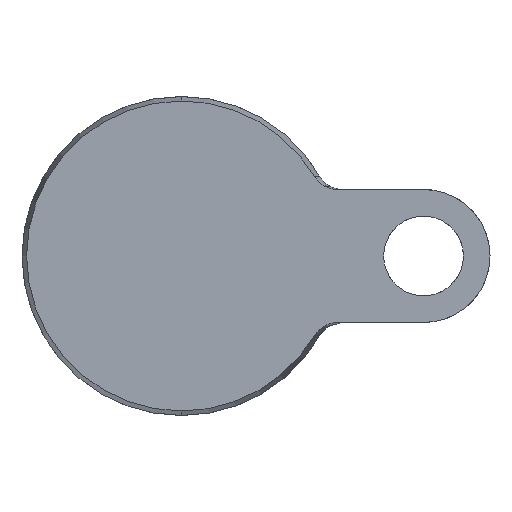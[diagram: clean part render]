
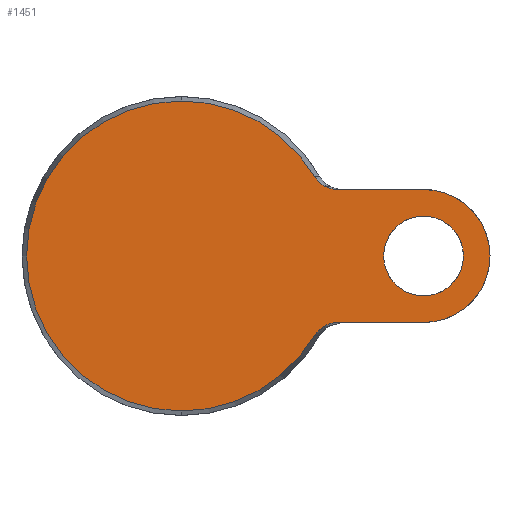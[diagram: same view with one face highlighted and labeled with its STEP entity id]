
A CAD part, front view. The second image highlights one B-rep face of the part: STEP entity #1451.
In plain terms, the highlighted planar face has unit normal (0, -1, 0).
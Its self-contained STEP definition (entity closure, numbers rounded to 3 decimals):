
#8 = DIRECTION ( 'NONE',  ( -1., 0., 0. ) ) ;
#15 = CIRCLE ( 'NONE', #1322, 29.143 ) ;
#27 = CARTESIAN_POINT ( 'NONE',  ( 45.5, 0., 0. ) ) ;
#48 = VECTOR ( 'NONE', #8, 1000. ) ;
#53 = CARTESIAN_POINT ( 'NONE',  ( 45.5, 0., -7.5 ) ) ;
#57 = B_SPLINE_CURVE_WITH_KNOTS ( 'NONE', 3,
 ( #1622, #1464, #444, #198, #86, #963, #815, #483, #570, #1079, #692, #1246, #611, #992 ),
 .UNSPECIFIED., .F., .F.,
 ( 4, 2, 2, 2, 2, 2, 4 ),
 ( 0., 0.001, 0.002, 0.003, 0.003, 0.004, 0.005 ),
 .UNSPECIFIED. ) ;
#71 = DIRECTION ( 'NONE',  ( 0., 0., 1. ) ) ;
#73 = ORIENTED_EDGE ( 'NONE', *, *, #1103, .T. ) ;
#82 = ORIENTED_EDGE ( 'NONE', *, *, #1481, .F. ) ;
#83 = CARTESIAN_POINT ( 'NONE',  ( 0., 0., 0. ) ) ;
#86 = CARTESIAN_POINT ( 'NONE',  ( 27.659, 0., 12.79 ) ) ;
#95 = ORIENTED_EDGE ( 'NONE', *, *, #973, .T. ) ;
#96 = CARTESIAN_POINT ( 'NONE',  ( 27.255, 0., -12.953 ) ) ;
#119 = VERTEX_POINT ( 'NONE', #1058 ) ;
#120 = CARTESIAN_POINT ( 'NONE',  ( 27.662, 0., -12.789 ) ) ;
#154 = CARTESIAN_POINT ( 'NONE',  ( 29.374, 0., -12.5 ) ) ;
#177 = CARTESIAN_POINT ( 'NONE',  ( 25.011, 0., 14.959 ) ) ;
#179 = LINE ( 'NONE', #425, #249 ) ;
#183 = CARTESIAN_POINT ( 'NONE',  ( 0., 0., 29.143 ) ) ;
#194 = EDGE_LOOP ( 'NONE', ( #73, #1598 ) ) ;
#198 = CARTESIAN_POINT ( 'NONE',  ( 27.869, 0., 12.721 ) ) ;
#216 = CARTESIAN_POINT ( 'NONE',  ( 25.011, 0., -14.959 ) ) ;
#249 = VECTOR ( 'NONE', #1174, 1000. ) ;
#282 = DIRECTION ( 'NONE',  ( 0., 0., -1. ) ) ;
#295 = FACE_BOUND ( 'NONE', #194, .T. ) ;
#326 = CIRCLE ( 'NONE', #427, 7.5 ) ;
#336 = EDGE_LOOP ( 'NONE', ( #1314, #1209, #499, #95, #927, #1343, #443, #82 ) ) ;
#337 = CARTESIAN_POINT ( 'NONE',  ( 45.5, 0., 7.5 ) ) ;
#342 = CARTESIAN_POINT ( 'NONE',  ( 25.508, 0., -14.24 ) ) ;
#350 = CARTESIAN_POINT ( 'NONE',  ( 28.503, 0., -12.556 ) ) ;
#403 = CARTESIAN_POINT ( 'NONE',  ( 15., 0., -12.5 ) ) ;
#414 = PLANE ( 'NONE',  #1218 ) ;
#425 = CARTESIAN_POINT ( 'NONE',  ( 15., 0., 12.5 ) ) ;
#426 = VERTEX_POINT ( 'NONE', #1382 ) ;
#427 = AXIS2_PLACEMENT_3D ( 'NONE', #681, #1185, #71 ) ;
#443 = ORIENTED_EDGE ( 'NONE', *, *, #1493, .F. ) ;
#444 = CARTESIAN_POINT ( 'NONE',  ( 28.502, 0., 12.556 ) ) ;
#483 = CARTESIAN_POINT ( 'NONE',  ( 26.678, 0., 13.261 ) ) ;
#494 = EDGE_CURVE ( 'NONE', #1147, #938, #1238, .T. ) ;
#499 = ORIENTED_EDGE ( 'NONE', *, *, #939, .T. ) ;
#549 = VERTEX_POINT ( 'NONE', #1004 ) ;
#550 = DIRECTION ( 'NONE',  ( 0., 0., -1. ) ) ;
#568 = VERTEX_POINT ( 'NONE', #183 ) ;
#570 = CARTESIAN_POINT ( 'NONE',  ( 26.495, 0., 13.38 ) ) ;
#591 = CARTESIAN_POINT ( 'NONE',  ( 26.862, 0., -13.142 ) ) ;
#599 = CARTESIAN_POINT ( 'NONE',  ( 25.977, 0., -13.784 ) ) ;
#611 = CARTESIAN_POINT ( 'NONE',  ( 25.237, 0., 14.58 ) ) ;
#626 = CARTESIAN_POINT ( 'NONE',  ( 25.011, 0., -14.959 ) ) ;
#633 = CIRCLE ( 'NONE', #1130, 29.143 ) ;
#681 = CARTESIAN_POINT ( 'NONE',  ( 45.5, 0., 0. ) ) ;
#686 = FACE_OUTER_BOUND ( 'NONE', #336, .T. ) ;
#692 = CARTESIAN_POINT ( 'NONE',  ( 25.976, 0., 13.785 ) ) ;
#706 = EDGE_CURVE ( 'NONE', #920, #1469, #57, .T. ) ;
#740 = AXIS2_PLACEMENT_3D ( 'NONE', #27, #759, #1529 ) ;
#756 = DIRECTION ( 'NONE',  ( 0., -1., 0. ) ) ;
#759 = DIRECTION ( 'NONE',  ( 0., 1., 0. ) ) ;
#767 = CARTESIAN_POINT ( 'NONE',  ( 0., 0., 0. ) ) ;
#769 = LINE ( 'NONE', #403, #48 ) ;
#782 = CARTESIAN_POINT ( 'NONE',  ( -29.143, 0., 0. ) ) ;
#794 = AXIS2_PLACEMENT_3D ( 'NONE', #1077, #1325, #550 ) ;
#815 = CARTESIAN_POINT ( 'NONE',  ( 27.057, 0., 13.048 ) ) ;
#843 = CARTESIAN_POINT ( 'NONE',  ( 26.497, 0., -13.379 ) ) ;
#891 = VERTEX_POINT ( 'NONE', #626 ) ;
#916 = DIRECTION ( 'NONE',  ( 0., 1., 0. ) ) ;
#920 = VERTEX_POINT ( 'NONE', #1011 ) ;
#927 = ORIENTED_EDGE ( 'NONE', *, *, #1080, .T. ) ;
#938 = VERTEX_POINT ( 'NONE', #53 ) ;
#939 = EDGE_CURVE ( 'NONE', #1469, #568, #15, .T. ) ;
#963 = CARTESIAN_POINT ( 'NONE',  ( 27.253, 0., 12.954 ) ) ;
#968 = CARTESIAN_POINT ( 'NONE',  ( 25.237, 0., -14.58 ) ) ;
#972 = CARTESIAN_POINT ( 'NONE',  ( 26.146, 0., -13.64 ) ) ;
#973 = EDGE_CURVE ( 'NONE', #568, #549, #1032, .T. ) ;
#992 = CARTESIAN_POINT ( 'NONE',  ( 25.011, 0., 14.959 ) ) ;
#993 = EDGE_CURVE ( 'NONE', #920, #426, #179, .T. ) ;
#1004 = CARTESIAN_POINT ( 'NONE',  ( 0., 0., -29.143 ) ) ;
#1011 = CARTESIAN_POINT ( 'NONE',  ( 29.374, 0., 12.5 ) ) ;
#1032 = CIRCLE ( 'NONE', #794, 29.143 ) ;
#1042 = DIRECTION ( 'NONE',  ( 0., 0., 1. ) ) ;
#1044 = DIRECTION ( 'NONE',  ( 0., -1., 0. ) ) ;
#1058 = CARTESIAN_POINT ( 'NONE',  ( 45.5, 0., -12.5 ) ) ;
#1071 = DIRECTION ( 'NONE',  ( 0., 0., -1. ) ) ;
#1077 = CARTESIAN_POINT ( 'NONE',  ( 0., 0., 0. ) ) ;
#1079 = CARTESIAN_POINT ( 'NONE',  ( 26.144, 0., 13.642 ) ) ;
#1080 = EDGE_CURVE ( 'NONE', #549, #891, #633, .T. ) ;
#1083 = CARTESIAN_POINT ( 'NONE',  ( 27.871, 0., -12.72 ) ) ;
#1103 = EDGE_CURVE ( 'NONE', #938, #1147, #326, .T. ) ;
#1112 = CARTESIAN_POINT ( 'NONE',  ( 28.933, 0., -12.5 ) ) ;
#1122 = DIRECTION ( 'NONE',  ( 0., 1., 0. ) ) ;
#1130 = AXIS2_PLACEMENT_3D ( 'NONE', #83, #1044, #1071 ) ;
#1136 = B_SPLINE_CURVE_WITH_KNOTS ( 'NONE', 3,
 ( #216, #968, #342, #599, #972, #843, #591, #96, #120, #1083, #350, #1112, #1347 ),
 .UNSPECIFIED., .F., .F.,
 ( 4, 2, 2, 1, 2, 2, 4 ),
 ( 0., 0.001, 0.002, 0.003, 0.003, 0.004, 0.005 ),
 .UNSPECIFIED. ) ;
#1147 = VERTEX_POINT ( 'NONE', #337 ) ;
#1159 = AXIS2_PLACEMENT_3D ( 'NONE', #1617, #1122, #1233 ) ;
#1174 = DIRECTION ( 'NONE',  ( 1., 0., 0. ) ) ;
#1185 = DIRECTION ( 'NONE',  ( 0., 1., 0. ) ) ;
#1196 = EDGE_CURVE ( 'NONE', #891, #1235, #1136, .T. ) ;
#1209 = ORIENTED_EDGE ( 'NONE', *, *, #706, .T. ) ;
#1218 = AXIS2_PLACEMENT_3D ( 'NONE', #782, #916, #1042 ) ;
#1233 = DIRECTION ( 'NONE',  ( 0., 0., 1. ) ) ;
#1235 = VERTEX_POINT ( 'NONE', #154 ) ;
#1238 = CIRCLE ( 'NONE', #1159, 7.5 ) ;
#1246 = CARTESIAN_POINT ( 'NONE',  ( 25.507, 0., 14.24 ) ) ;
#1314 = ORIENTED_EDGE ( 'NONE', *, *, #993, .F. ) ;
#1322 = AXIS2_PLACEMENT_3D ( 'NONE', #767, #756, #282 ) ;
#1325 = DIRECTION ( 'NONE',  ( 0., -1., 0. ) ) ;
#1343 = ORIENTED_EDGE ( 'NONE', *, *, #1196, .T. ) ;
#1347 = CARTESIAN_POINT ( 'NONE',  ( 29.374, 0., -12.5 ) ) ;
#1382 = CARTESIAN_POINT ( 'NONE',  ( 45.5, 0., 12.5 ) ) ;
#1451 = ADVANCED_FACE ( 'NONE', ( #686, #295 ), #414, .F. ) ;
#1457 = CIRCLE ( 'NONE', #740, 12.5 ) ;
#1464 = CARTESIAN_POINT ( 'NONE',  ( 28.933, 0., 12.5 ) ) ;
#1469 = VERTEX_POINT ( 'NONE', #177 ) ;
#1481 = EDGE_CURVE ( 'NONE', #426, #119, #1457, .T. ) ;
#1493 = EDGE_CURVE ( 'NONE', #119, #1235, #769, .T. ) ;
#1529 = DIRECTION ( 'NONE',  ( 0., 0., -1. ) ) ;
#1598 = ORIENTED_EDGE ( 'NONE', *, *, #494, .T. ) ;
#1617 = CARTESIAN_POINT ( 'NONE',  ( 45.5, 0., 0. ) ) ;
#1622 = CARTESIAN_POINT ( 'NONE',  ( 29.374, 0., 12.5 ) ) ;
